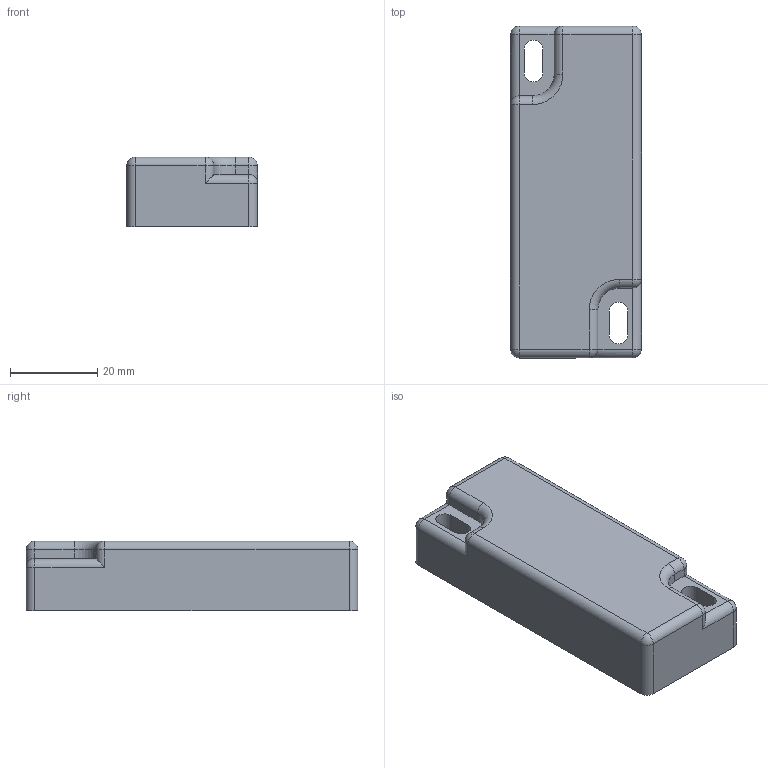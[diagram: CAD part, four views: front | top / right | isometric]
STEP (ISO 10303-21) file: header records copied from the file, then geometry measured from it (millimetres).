
FILE_DESCRIPTION (( 'STEP AP214' ), '1' );
FILE_NAME ('MS21 ABS Actuator.STEP', '2010-06-11T12:16:15', ( ' ' ), ( ' ' ), 'SwSTEP 2.0', 'SolidWorks 2004231', '' );
FILE_SCHEMA (( 'AUTOMOTIVE_DESIGN' ));
Length unit declared in the file: millimetre
Products named in the file (2): MS21 ABS Actuator; 359.701 (MS21 Act Red)
Assembly tree (1 placements, depth 2):
  MS21 ABS Actuator
    359.701 (MS21 Act Red)
Bounding box: 30 x 76 x 16 mm (x, y, z)
Volume: 34097.9 mm3; surface area: 8071.9 mm2
Topology: 1 solids, 1 shells, 52 faces, 126 edges, 68 vertices
Faces by surface type: cylinder 26, plane 16, sphere 8, torus 2
Entity records: 2067 total; most frequent: DIRECTION 272, CARTESIAN_POINT 254, ORIENTED_EDGE 236, EDGE_CURVE 118, AXIS2_PLACEMENT_3D 102, VECTOR 68, LINE 68, VERTEX_POINT 68
